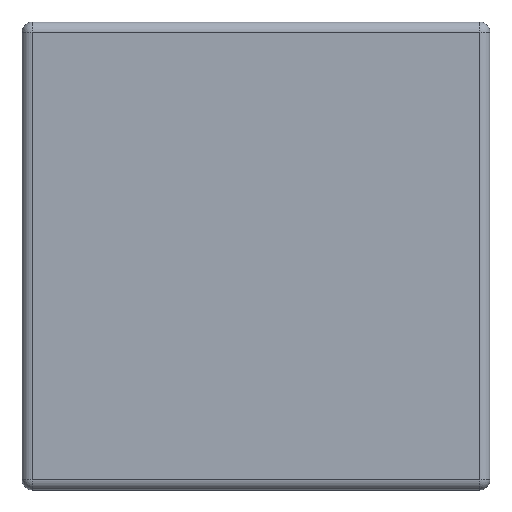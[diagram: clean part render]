
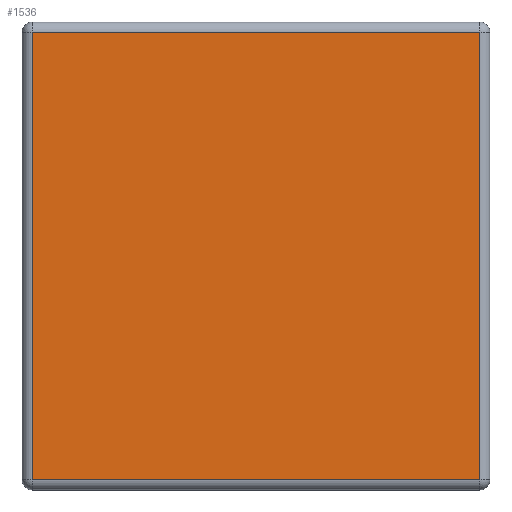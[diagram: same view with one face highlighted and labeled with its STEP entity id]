
A CAD part, top view. The second image highlights one B-rep face of the part: STEP entity #1536.
In plain terms, the highlighted planar face has unit normal (0, 0, 1).
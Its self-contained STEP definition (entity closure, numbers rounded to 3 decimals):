
#262=FACE_OUTER_BOUND('',#360,.T.);
#360=EDGE_LOOP('',(#1415,#1416,#1417,#1418));
#434=LINE('',#3036,#518);
#436=LINE('',#3039,#520);
#440=LINE('',#3045,#524);
#444=LINE('',#3051,#528);
#518=VECTOR('',#2139,10.);
#520=VECTOR('',#2143,10.);
#524=VECTOR('',#2151,10.);
#528=VECTOR('',#2159,10.);
#733=VERTEX_POINT('',#3007);
#736=VERTEX_POINT('',#3014);
#738=VERTEX_POINT('',#3019);
#740=VERTEX_POINT('',#3025);
#958=EDGE_CURVE('',#738,#740,#434,.T.);
#960=EDGE_CURVE('',#740,#736,#436,.T.);
#964=EDGE_CURVE('',#733,#738,#440,.T.);
#968=EDGE_CURVE('',#736,#733,#444,.T.);
#1415=ORIENTED_EDGE('',*,*,#958,.F.);
#1416=ORIENTED_EDGE('',*,*,#964,.F.);
#1417=ORIENTED_EDGE('',*,*,#968,.F.);
#1418=ORIENTED_EDGE('',*,*,#960,.F.);
#1446=PLANE('',#1742);
#1536=ADVANCED_FACE('',(#262),#1446,.T.);
#1742=AXIS2_PLACEMENT_3D('',#3057,#2168,#2169);
#2139=DIRECTION('',(-1.,0.,0.));
#2143=DIRECTION('',(0.,1.,0.));
#2151=DIRECTION('',(0.,-1.,0.));
#2159=DIRECTION('',(1.,0.,0.));
#2168=DIRECTION('center_axis',(0.,0.,1.));
#2169=DIRECTION('ref_axis',(1.,0.,0.));
#3007=CARTESIAN_POINT('',(65.5,20.5,2.5));
#3014=CARTESIAN_POINT('',(-20.5,20.5,2.5));
#3019=CARTESIAN_POINT('',(65.5,-65.5,2.5));
#3025=CARTESIAN_POINT('',(-20.5,-65.5,2.5));
#3036=CARTESIAN_POINT('',(45.,-65.5,2.5));
#3039=CARTESIAN_POINT('',(-20.5,-45.,2.5));
#3045=CARTESIAN_POINT('',(65.5,0.,2.5));
#3051=CARTESIAN_POINT('',(0.,20.5,2.5));
#3057=CARTESIAN_POINT('Origin',(22.5,-22.5,2.5));
